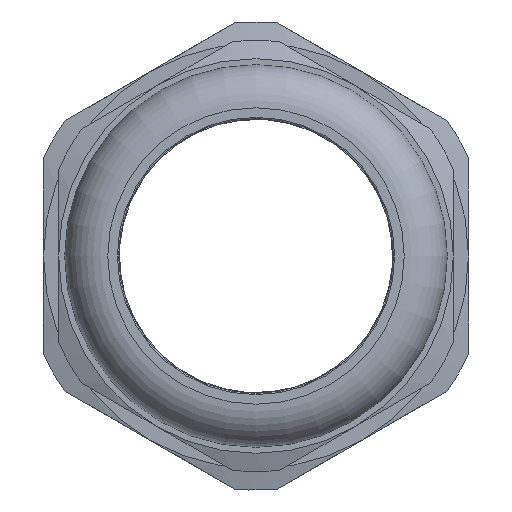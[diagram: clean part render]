
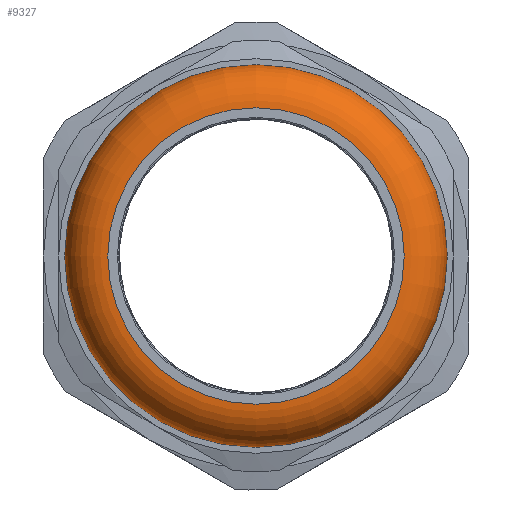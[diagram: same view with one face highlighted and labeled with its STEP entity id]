
A CAD part, left-side view. The second image highlights one B-rep face of the part: STEP entity #9327.
In plain terms, the highlighted toroidal (fillet/blend) face has major radius 24.41 mm and minor radius 7.1 mm.
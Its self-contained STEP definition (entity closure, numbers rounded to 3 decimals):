
#153=TOROIDAL_SURFACE('',#10601,24.41,7.1);
#1857=FACE_BOUND('',#3058,.T.);
#2434=FACE_OUTER_BOUND('',#3057,.T.);
#3057=EDGE_LOOP('',(#8714));
#3058=EDGE_LOOP('',(#8715));
#3723=CIRCLE('',#10548,24.41);
#3750=CIRCLE('',#10602,31.51);
#4559=VERTEX_POINT('',#24900);
#4598=VERTEX_POINT('',#25077);
#5910=EDGE_CURVE('',#4559,#4559,#3723,.T.);
#5973=EDGE_CURVE('',#4598,#4598,#3750,.T.);
#8714=ORIENTED_EDGE('',*,*,#5973,.F.);
#8715=ORIENTED_EDGE('',*,*,#5910,.T.);
#9327=ADVANCED_FACE('',(#2434,#1857),#153,.T.);
#10548=AXIS2_PLACEMENT_3D('',#24901,#13434,#13435);
#10601=AXIS2_PLACEMENT_3D('',#25076,#13552,#13553);
#10602=AXIS2_PLACEMENT_3D('',#25078,#13554,#13555);
#13434=DIRECTION('center_axis',(1.,0.,0.));
#13435=DIRECTION('ref_axis',(0.,0.,-1.));
#13552=DIRECTION('center_axis',(1.,0.,0.));
#13553=DIRECTION('ref_axis',(0.,0.,-1.));
#13554=DIRECTION('center_axis',(1.,0.,0.));
#13555=DIRECTION('ref_axis',(0.,0.,-1.));
#24900=CARTESIAN_POINT('',(-30.75,24.41,0.));
#24901=CARTESIAN_POINT('Origin',(-30.75,0.,0.));
#25076=CARTESIAN_POINT('Origin',(-23.65,0.,0.));
#25077=CARTESIAN_POINT('',(-23.65,31.51,0.));
#25078=CARTESIAN_POINT('Origin',(-23.65,0.,0.));
